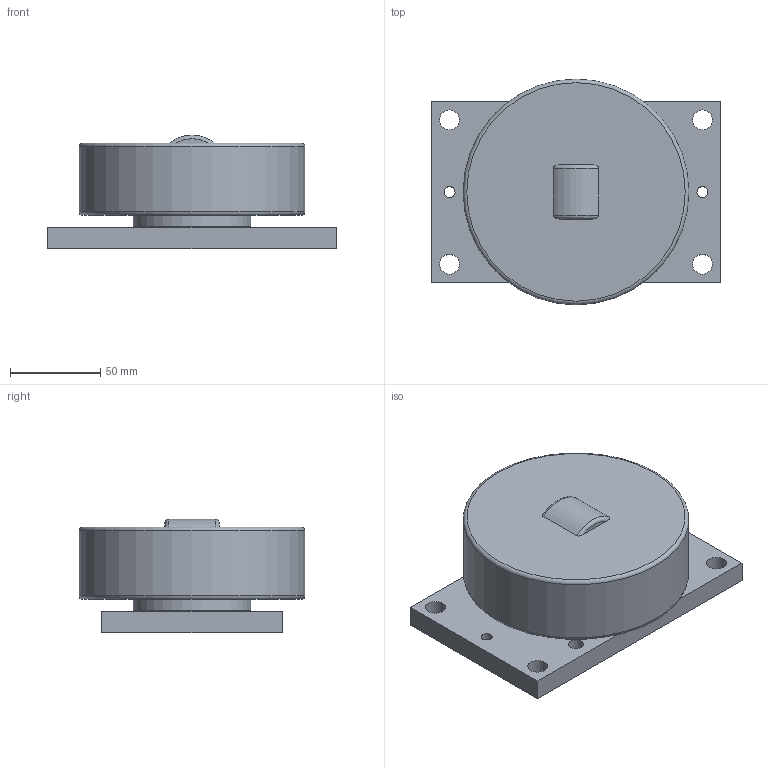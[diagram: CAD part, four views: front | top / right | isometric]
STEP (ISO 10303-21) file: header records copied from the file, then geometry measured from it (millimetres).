
FILE_DESCRIPTION(/* description */ ('-','CAx-IF Rec.Pracs.---Representation and Presentation of Product Manufacturing Information (PMI)---4.0---2014-10-13'),/* implementation_level */ '2;1');
FILE_NAME(/* name */ '92115d0d-c866-4c78-a786-cb39e4b69533.stp',/* time_stamp */ '2020-04-01T16:11:45+02:00',/* author */ ('-'),/* organization */ ('NTI CADcenter A/S'),/* preprocessor_version */ 'ST-DEVELOPER v18',/* originating_system */ 'Autodesk Inventor 2020',/* authorisation */ '-');
FILE_SCHEMA (('AP242_MANAGED_MODEL_BASED_3D_ENGINEERING_MIM_LF { 1 0 10303 442 1 1 4 }'));
Length unit declared in the file: millimetre
Products named in the file (1): PAS 125.0200 BR1100_Kontur
Bounding box: 160 x 125 x 63 mm (x, y, z)
Volume: 698150.7 mm3; surface area: 74881.6 mm2
Topology: 1 solids, 1 shells, 28 faces, 83 edges, 60 vertices
Faces by surface type: cylinder 13, plane 10, torus 4, cone 1
Full cylindrical faces by diameter (mm): 6 x2, 8.376 x4, 11 x4, 65 x1, 125 x1
Entity records: 1098 total; most frequent: CARTESIAN_POINT 208, DIRECTION 187, ORIENTED_EDGE 166, EDGE_CURVE 83, AXIS2_PLACEMENT_3D 79, VERTEX_POINT 60, EDGE_LOOP 51, CIRCLE 50
